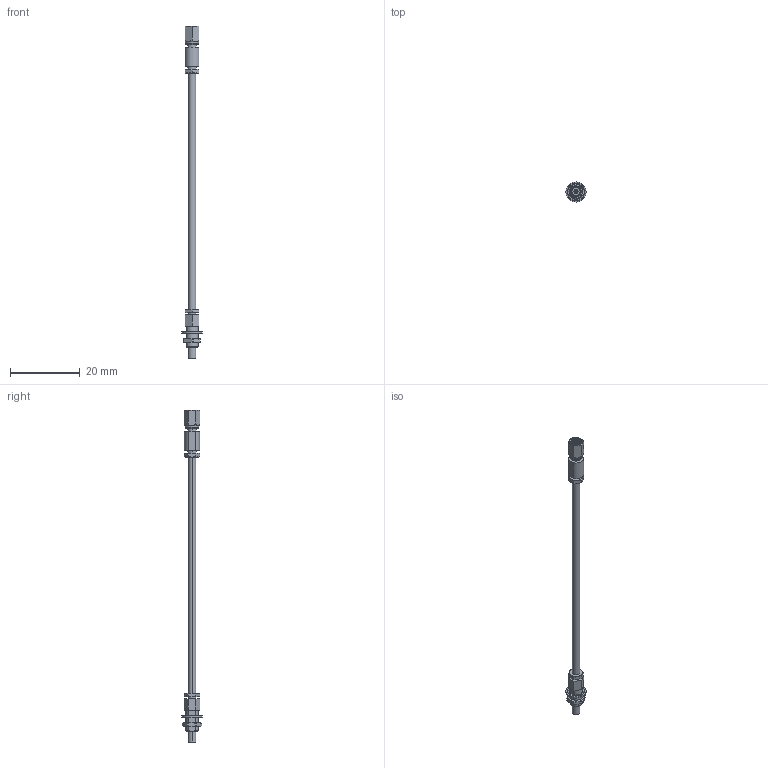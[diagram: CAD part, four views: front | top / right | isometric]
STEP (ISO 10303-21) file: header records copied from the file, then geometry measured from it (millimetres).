
FILE_DESCRIPTION (( 'STEP AP214' ), '1' );
FILE_NAME ('PE3C4442.step', '2020-04-20T16:18:05', ( '' ), ( '' ), 'SwSTEP 2.0', 'SolidWorks 2018', '' );
FILE_SCHEMA (( 'AUTOMOTIVE_DESIGN' ));
Length unit declared in the file: millimetre
Products named in the file (7): PE45365___; PE-SR405FL_3''''PE-SR405FL; PE45370-MA4; PE45370-MA5___; PE45370___; PE3C4442; PE45370-MA1___
Assembly tree (6 placements, depth 3):
  PE3C4442
    PE-SR405FL_3''''PE-SR405FL
    PE45365___
    PE45370___
      PE45370-MA1___
      PE45370-MA5___
      PE45370-MA4
Bounding box: 5.8 x 5.8 x 95.36 mm (x, y, z)
Volume: 531.2 mm3; surface area: 1260.4 mm2
Topology: 5 solids, 5 shells, 290 faces, 712 edges, 447 vertices
Faces by surface type: plane 170, cone 58, cylinder 57, bspline 3, sphere 2
Entity records: 9496 total; most frequent: CARTESIAN_POINT 2540, ORIENTED_EDGE 1416, DIRECTION 1338, EDGE_CURVE 708, AXIS2_PLACEMENT_3D 465, VERTEX_POINT 445, LINE 408, VECTOR 408
